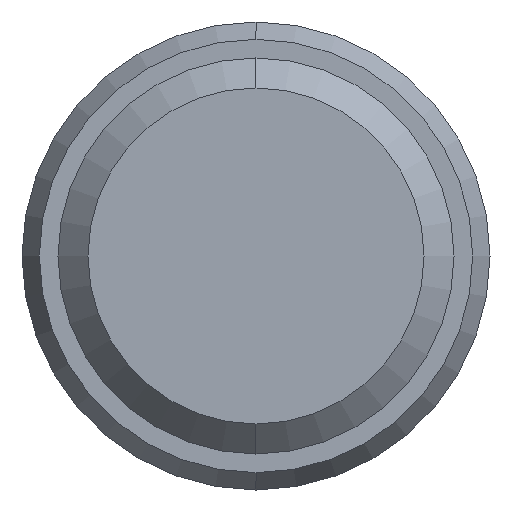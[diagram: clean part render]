
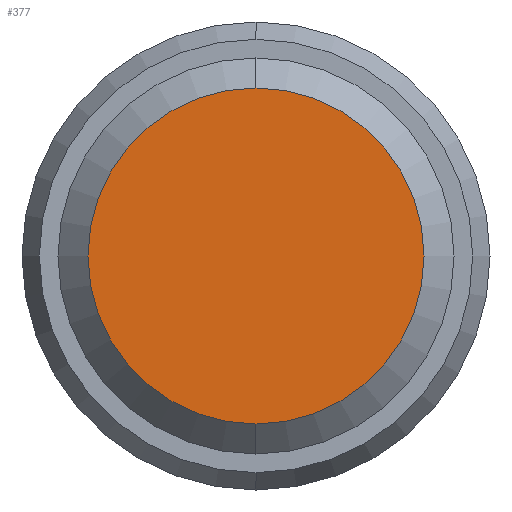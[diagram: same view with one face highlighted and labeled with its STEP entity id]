
A CAD part, left-side view. The second image highlights one B-rep face of the part: STEP entity #377.
In plain terms, the highlighted planar face has unit normal (-1, 0, 0).
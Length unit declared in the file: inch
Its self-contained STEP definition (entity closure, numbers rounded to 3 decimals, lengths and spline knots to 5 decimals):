
#92 = EDGE_LOOP ( 'NONE', ( #560, #95 ) ) ;
#95 = ORIENTED_EDGE ( 'NONE', *, *, #534, .T. ) ;
#120 = DIRECTION ( 'NONE',  ( 0., 0., 1. ) ) ;
#189 = CARTESIAN_POINT ( 'NONE',  ( 0., 0., 0. ) ) ;
#216 = VERTEX_POINT ( 'NONE', #421 ) ;
#314 = CIRCLE ( 'NONE', #470, 0.028 ) ;
#342 = CARTESIAN_POINT ( 'NONE',  ( 0., 0., 0. ) ) ;
#360 = DIRECTION ( 'NONE',  ( -1., 0., 0. ) ) ;
#363 = AXIS2_PLACEMENT_3D ( 'NONE', #368, #360, #120 ) ;
#368 = CARTESIAN_POINT ( 'NONE',  ( 0., 0., 0. ) ) ;
#377 = ADVANCED_FACE ( 'NONE', ( #646 ), #528, .F. ) ;
#417 = AXIS2_PLACEMENT_3D ( 'NONE', #189, #641, #639 ) ;
#421 = CARTESIAN_POINT ( 'NONE',  ( 0., 0., 0.028 ) ) ;
#439 = VERTEX_POINT ( 'NONE', #590 ) ;
#470 = AXIS2_PLACEMENT_3D ( 'NONE', #342, #504, #545 ) ;
#504 = DIRECTION ( 'NONE',  ( -1., 0., 0. ) ) ;
#528 = PLANE ( 'NONE',  #417 ) ;
#534 = EDGE_CURVE ( 'NONE', #216, #439, #314, .T. ) ;
#545 = DIRECTION ( 'NONE',  ( 0., 0., 1. ) ) ;
#557 = CIRCLE ( 'NONE', #363, 0.028 ) ;
#560 = ORIENTED_EDGE ( 'NONE', *, *, #647, .T. ) ;
#590 = CARTESIAN_POINT ( 'NONE',  ( 0., 0., -0.028 ) ) ;
#639 = DIRECTION ( 'NONE',  ( 0., 0., -1. ) ) ;
#641 = DIRECTION ( 'NONE',  ( 1., 0., 0. ) ) ;
#646 = FACE_OUTER_BOUND ( 'NONE', #92, .T. ) ;
#647 = EDGE_CURVE ( 'NONE', #439, #216, #557, .T. ) ;
